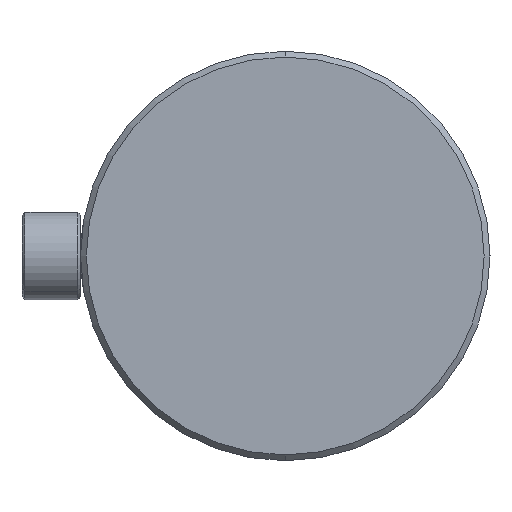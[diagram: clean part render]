
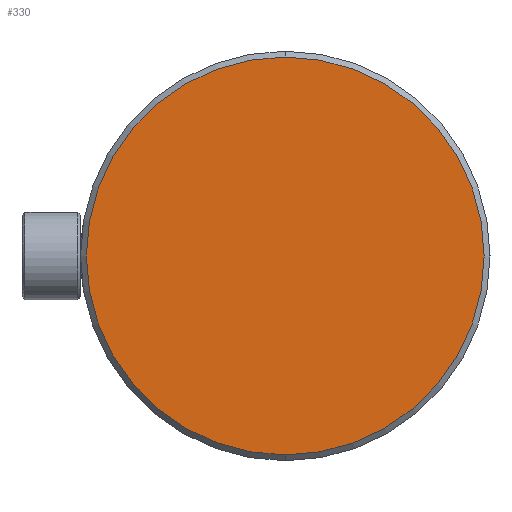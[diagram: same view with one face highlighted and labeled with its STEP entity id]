
A CAD part, left-side view. The second image highlights one B-rep face of the part: STEP entity #330.
In plain terms, the highlighted planar face has unit normal (-1, 0, 0).
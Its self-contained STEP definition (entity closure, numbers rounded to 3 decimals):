
#101 = DIRECTION ( 'NONE',  ( 0., 0., 1. ) ) ;
#127 = DIRECTION ( 'NONE',  ( 1., 0., 0. ) ) ;
#276 = CARTESIAN_POINT ( 'NONE',  ( -30., 0., 68. ) ) ;
#330 = ADVANCED_FACE ( 'NONE', ( #442 ), #2396, .T. ) ;
#380 = CIRCLE ( 'NONE', #1412, 68. ) ;
#442 = FACE_OUTER_BOUND ( 'NONE', #1871, .T. ) ;
#648 = DIRECTION ( 'NONE',  ( -1., 0., 0. ) ) ;
#674 = CARTESIAN_POINT ( 'NONE',  ( -30., 0., 0. ) ) ;
#846 = ORIENTED_EDGE ( 'NONE', *, *, #3168, .F. ) ;
#849 = DIRECTION ( 'NONE',  ( 0., 0., -1. ) ) ;
#1020 = CARTESIAN_POINT ( 'NONE',  ( -30., 0., -68. ) ) ;
#1234 = VERTEX_POINT ( 'NONE', #1020 ) ;
#1239 = VERTEX_POINT ( 'NONE', #276 ) ;
#1412 = AXIS2_PLACEMENT_3D ( 'NONE', #2649, #127, #849 ) ;
#1863 = DIRECTION ( 'NONE',  ( 0., 0., -1. ) ) ;
#1871 = EDGE_LOOP ( 'NONE', ( #3229, #846 ) ) ;
#1920 = AXIS2_PLACEMENT_3D ( 'NONE', #2149, #2897, #1863 ) ;
#2145 = EDGE_CURVE ( 'NONE', #1234, #1239, #2255, .T. ) ;
#2149 = CARTESIAN_POINT ( 'NONE',  ( -30., 0., 0. ) ) ;
#2255 = CIRCLE ( 'NONE', #1920, 68. ) ;
#2396 = PLANE ( 'NONE',  #2927 ) ;
#2649 = CARTESIAN_POINT ( 'NONE',  ( -30., 0., 0. ) ) ;
#2897 = DIRECTION ( 'NONE',  ( 1., 0., 0. ) ) ;
#2927 = AXIS2_PLACEMENT_3D ( 'NONE', #674, #648, #101 ) ;
#3168 = EDGE_CURVE ( 'NONE', #1239, #1234, #380, .T. ) ;
#3229 = ORIENTED_EDGE ( 'NONE', *, *, #2145, .F. ) ;
